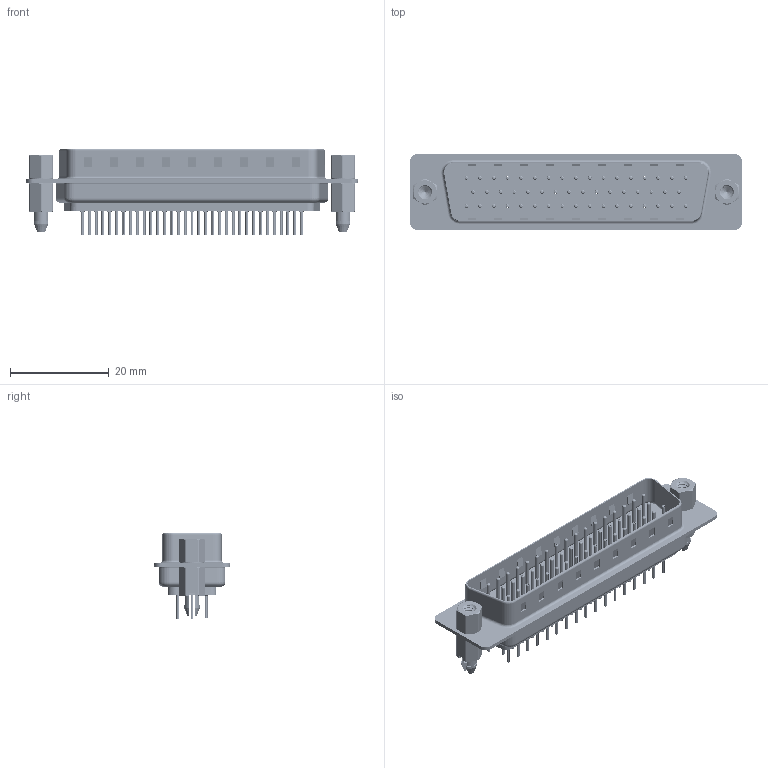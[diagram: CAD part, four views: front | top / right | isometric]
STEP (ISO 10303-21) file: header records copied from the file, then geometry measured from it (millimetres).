
FILE_DESCRIPTION (( 'STEP AP203' ), '1' );
FILE_NAME ('MHDD-50MNS-H1.STEP', '2025-11-12T20:46:19', ( '' ), ( '' ), 'SwSTEP 2.0', 'SolidWorks 2023', '' );
FILE_SCHEMA (( 'CONFIG_CONTROL_DESIGN' ));
Length unit declared in the file: millimetre
Products named in the file (9): MHDD Contact Row 1_20L; MHDD 4-40 Threaded Boardlock_LP; MHDD Shell Front_50 Contacts; MHDD Housing_50 LP; MHDD 4-40 Hex Standoff; MHDD-50MNS-H1; MHDD Shell Rear_50 Contacts; MHDD Contact Row 2_20L; MHDD Contact Row 3_20L
Assembly tree (57 placements, depth 2):
  MHDD-50MNS-H1
    MHDD Housing_50 LP
    MHDD Shell Front_50 Contacts
    MHDD Shell Rear_50 Contacts
    MHDD Contact Row 1_20L  x17
    MHDD Contact Row 2_20L  x16
    MHDD Contact Row 3_20L  x17
    MHDD 4-40 Hex Standoff  x2
    MHDD 4-40 Threaded Boardlock_LP  x2
Bounding box: 67.1 x 15.4 x 17.42 mm (x, y, z)
Volume: 4697.9 mm3; surface area: 13270.5 mm2
Topology: 57 solids, 57 shells, 5510 faces, 14481 edges, 8994 vertices
Faces by surface type: cylinder 2095, plane 1457, torus 1406, cone 534, bspline 18
Entity records: 41891 total; most frequent: CARTESIAN_POINT 11153, DIRECTION 6307, ORIENTED_EDGE 5732, EDGE_CURVE 2866, AXIS2_PLACEMENT_3D 2517, VERTEX_POINT 1844, EDGE_LOOP 1408, CIRCLE 1318
